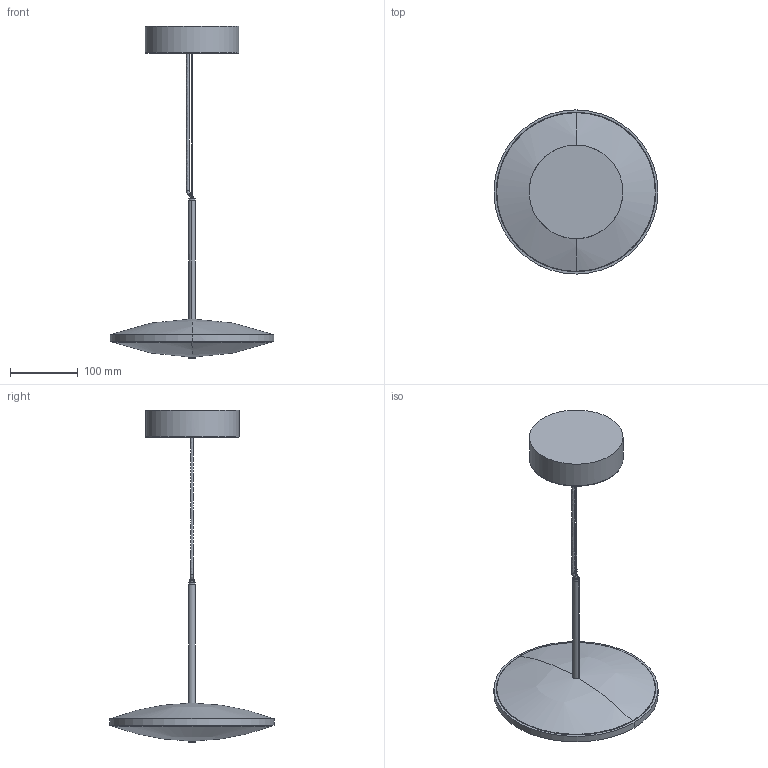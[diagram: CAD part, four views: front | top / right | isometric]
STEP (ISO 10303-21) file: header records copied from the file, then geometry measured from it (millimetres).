
FILE_DESCRIPTION(/* description */ (''),/* implementation_level */ '2;1');
FILE_NAME(/* name */ 'Dish10h_3D_mm',/* time_stamp */ '2025-06-24T08:56:54-07:00',/* author */ (''),/* organization */ (''),/* preprocessor_version */ 'ST-DEVELOPER v16.5',/* originating_system */ '',/* authorisation */ '');
FILE_SCHEMA (('AUTOMOTIVE_DESIGN'));
Length unit declared in the file: millimetre
Products named in the file (1): Document
Bounding box: 241.47 x 242 x 489.47 mm (x, y, z)
Volume: 606881.8 mm3; surface area: 161927.8 mm2
Topology: 4 solids, 8 shells, 73 faces, 147 edges, 92 vertices
Faces by surface type: bspline 51, plane 22
Entity records: 3508 total; most frequent: CARTESIAN_POINT 2527, ORIENTED_EDGE 286, EDGE_CURVE 147, VERTEX_POINT 92, EDGE_LOOP 82, ADVANCED_FACE 73, FACE_OUTER_BOUND 73, B_SPLINE_CURVE_WITH_KNOTS 37
